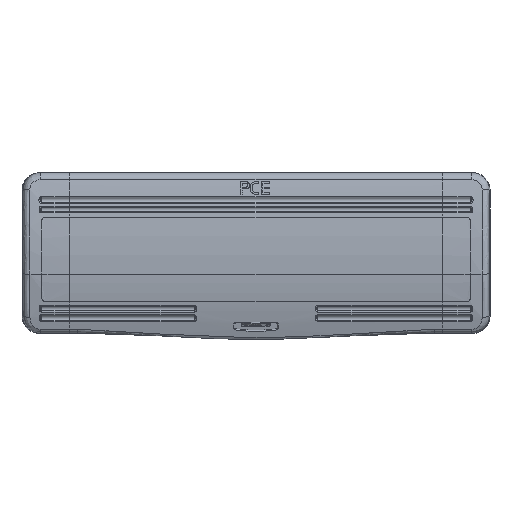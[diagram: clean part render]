
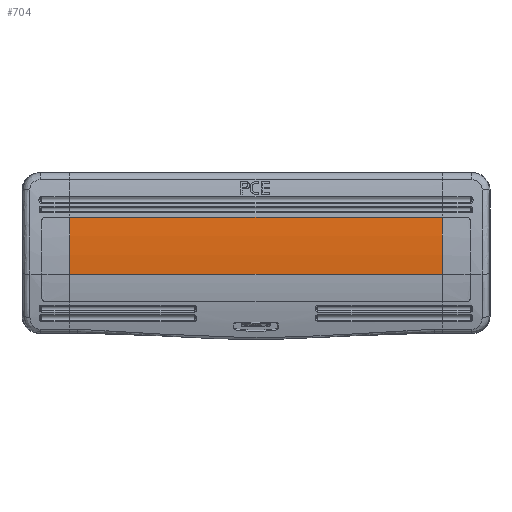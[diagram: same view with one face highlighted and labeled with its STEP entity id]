
A CAD part, top view. The second image highlights one B-rep face of the part: STEP entity #704.
In plain terms, the highlighted cylindrical face has radius 210 mm (diameter 420 mm), a partial arc.
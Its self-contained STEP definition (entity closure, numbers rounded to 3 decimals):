
#615 = EDGE_CURVE ( 'NONE', #15483, #7568, #7447, .T. ) ;
#640 = DIRECTION ( 'NONE',  ( 1., 0., 0. ) ) ;
#704 = ADVANCED_FACE ( 'NONE', ( #10893 ), #1355, .T. ) ;
#1006 = ORIENTED_EDGE ( 'NONE', *, *, #615, .T. ) ;
#1355 = CYLINDRICAL_SURFACE ( 'NONE', #14990, 210. ) ;
#1678 = VECTOR ( 'NONE', #18598, 1000. ) ;
#2088 = DIRECTION ( 'NONE',  ( 1., 0., 0. ) ) ;
#2180 = DIRECTION ( 'NONE',  ( 1., 0., 0. ) ) ;
#2597 = DIRECTION ( 'NONE',  ( 0., 1., -0.001 ) ) ;
#2793 = DIRECTION ( 'NONE',  ( 1., 0., 0. ) ) ;
#5261 = CARTESIAN_POINT ( 'NONE',  ( 108., -12.242, 25.991 ) ) ;
#5643 = CARTESIAN_POINT ( 'NONE',  ( -108., -0.175, -183.662 ) ) ;
#6302 = EDGE_LOOP ( 'NONE', ( #11757, #17786, #1006, #20428 ) ) ;
#7447 = CIRCLE ( 'NONE', #15257, 210. ) ;
#7568 = VERTEX_POINT ( 'NONE', #19361 ) ;
#8134 = CARTESIAN_POINT ( 'NONE',  ( 108., 20.757, 25.293 ) ) ;
#8154 = EDGE_CURVE ( 'NONE', #19770, #15483, #18949, .T. ) ;
#9110 = AXIS2_PLACEMENT_3D ( 'NONE', #10794, #640, #12456 ) ;
#9918 = EDGE_CURVE ( 'NONE', #19770, #10755, #20819, .T. ) ;
#10755 = VERTEX_POINT ( 'NONE', #5261 ) ;
#10794 = CARTESIAN_POINT ( 'NONE',  ( 108., -0.175, -183.662 ) ) ;
#10893 = FACE_OUTER_BOUND ( 'NONE', #6302, .T. ) ;
#11582 = EDGE_CURVE ( 'NONE', #7568, #10755, #11886, .T. ) ;
#11757 = ORIENTED_EDGE ( 'NONE', *, *, #9918, .F. ) ;
#11886 = LINE ( 'NONE', #14665, #15391 ) ;
#12456 = DIRECTION ( 'NONE',  ( 0., 1., -0.001 ) ) ;
#14665 = CARTESIAN_POINT ( 'NONE',  ( -150., -12.242, 25.991 ) ) ;
#14990 = AXIS2_PLACEMENT_3D ( 'NONE', #21121, #2180, #21099 ) ;
#15257 = AXIS2_PLACEMENT_3D ( 'NONE', #5643, #2088, #2597 ) ;
#15391 = VECTOR ( 'NONE', #2793, 1000. ) ;
#15483 = VERTEX_POINT ( 'NONE', #18531 ) ;
#17786 = ORIENTED_EDGE ( 'NONE', *, *, #8154, .T. ) ;
#18531 = CARTESIAN_POINT ( 'NONE',  ( -108., 20.757, 25.293 ) ) ;
#18598 = DIRECTION ( 'NONE',  ( -1., 0., 0. ) ) ;
#18949 = LINE ( 'NONE', #20183, #1678 ) ;
#19361 = CARTESIAN_POINT ( 'NONE',  ( -108., -12.242, 25.991 ) ) ;
#19770 = VERTEX_POINT ( 'NONE', #8134 ) ;
#20183 = CARTESIAN_POINT ( 'NONE',  ( -150., 20.757, 25.293 ) ) ;
#20428 = ORIENTED_EDGE ( 'NONE', *, *, #11582, .T. ) ;
#20819 = CIRCLE ( 'NONE', #9110, 210. ) ;
#21099 = DIRECTION ( 'NONE',  ( 0., -0.001, -1. ) ) ;
#21121 = CARTESIAN_POINT ( 'NONE',  ( -150., -0.175, -183.662 ) ) ;
